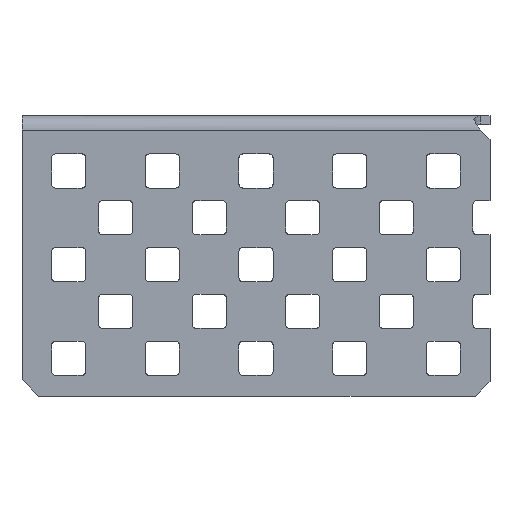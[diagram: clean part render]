
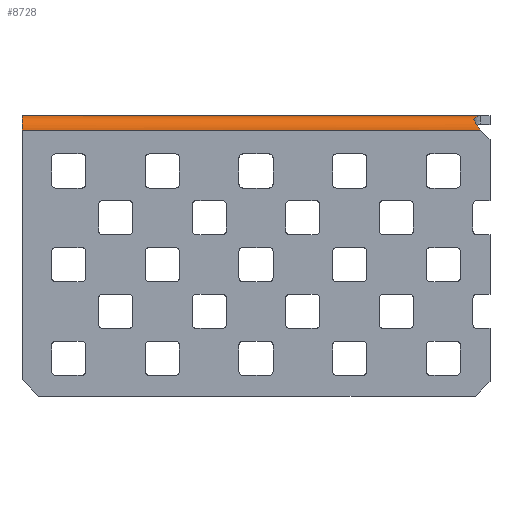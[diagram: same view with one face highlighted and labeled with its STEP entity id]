
A CAD part, top view. The second image highlights one B-rep face of the part: STEP entity #8728.
In plain terms, the highlighted cylindrical face has radius 1.981 mm (diameter 3.962 mm), a partial arc.
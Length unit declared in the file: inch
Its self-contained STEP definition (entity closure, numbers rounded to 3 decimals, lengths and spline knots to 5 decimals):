
#26=B_SPLINE_CURVE_WITH_KNOTS('',3,(#14391,#14392,#14393,#14394,#14395,
#14396,#14397,#14398,#14399,#14400,#14401,#14402,#14403),.UNSPECIFIED.,
 .F.,.F.,(4,3,3,3,4),(0.,0.32071,0.64125,0.96181,
1.),.UNSPECIFIED.);
#27=B_SPLINE_CURVE_WITH_KNOTS('',3,(#14404,#14405,#14406,#14407,#14408,
#14409,#14410,#14411,#14412,#14413,#14414,#14415,#14416),.UNSPECIFIED.,
 .F.,.F.,(4,3,3,3,4),(0.,0.32071,0.64125,0.96181,
1.),.UNSPECIFIED.);
#125=CYLINDRICAL_SURFACE('',#9546,0.078);
#699=CIRCLE('',#9547,0.078);
#958=FACE_OUTER_BOUND('',#1463,.T.);
#1463=EDGE_LOOP('',(#7027,#7028,#7029,#7030,#7031));
#1805=LINE('',#12804,#2642);
#1908=LINE('',#13194,#2745);
#2642=VECTOR('',#10157,2.4502);
#2745=VECTOR('',#10448,2.4502);
#3570=VERTEX_POINT('',#12801);
#3571=VERTEX_POINT('',#12803);
#3763=VERTEX_POINT('',#13191);
#3764=VERTEX_POINT('',#13193);
#4152=VERTEX_POINT('',#14390);
#4395=EDGE_CURVE('',#3571,#3570,#1805,.T.);
#4590=EDGE_CURVE('',#3764,#3763,#1908,.T.);
#5181=EDGE_CURVE('',#4152,#3570,#26,.T.);
#5182=EDGE_CURVE('',#3764,#4152,#27,.T.);
#5183=EDGE_CURVE('',#3571,#3763,#699,.T.);
#7027=ORIENTED_EDGE('',*,*,#4395,.T.);
#7028=ORIENTED_EDGE('',*,*,#5181,.F.);
#7029=ORIENTED_EDGE('',*,*,#5182,.F.);
#7030=ORIENTED_EDGE('',*,*,#4590,.T.);
#7031=ORIENTED_EDGE('',*,*,#5183,.F.);
#8728=ADVANCED_FACE('',(#958),#125,.T.);
#9546=AXIS2_PLACEMENT_3D('',#14389,#11628,#11629);
#9547=AXIS2_PLACEMENT_3D('',#14417,#11630,#11631);
#10157=DIRECTION('',(1.,0.,0.));
#10448=DIRECTION('',(-1.,0.,0.));
#11628=DIRECTION('center_axis',(1.,0.,0.));
#11629=DIRECTION('ref_axis',(0.,0.,-1.));
#11630=DIRECTION('center_axis',(-1.,0.,0.));
#11631=DIRECTION('ref_axis',(0.,0.,1.));
#12801=CARTESIAN_POINT('',(-12.85229,-0.032,2.84568));
#12803=CARTESIAN_POINT('',(-15.30249,-0.032,2.84568));
#12804=CARTESIAN_POINT('',(-15.30249,-0.032,2.84568));
#13191=CARTESIAN_POINT('',(-15.30249,0.046,2.76768));
#13193=CARTESIAN_POINT('',(-12.85229,0.046,2.76768));
#13194=CARTESIAN_POINT('',(-12.85229,0.046,2.76768));
#14389=CARTESIAN_POINT('Origin',(-11.62545,-0.032,2.76768));
#14390=CARTESIAN_POINT('',(-12.89229,0.02315,2.82284));
#14391=CARTESIAN_POINT('Ctrl Pts',(-12.89229,0.02315,
2.82284));
#14392=CARTESIAN_POINT('Ctrl Pts',(-12.88801,0.01852,
2.82747));
#14393=CARTESIAN_POINT('Ctrl Pts',(-12.88374,0.01331,
2.83151));
#14394=CARTESIAN_POINT('Ctrl Pts',(-12.87946,0.00767,
2.83484));
#14395=CARTESIAN_POINT('Ctrl Pts',(-12.87519,0.00203,
2.83817));
#14396=CARTESIAN_POINT('Ctrl Pts',(-12.87091,-0.00402,
2.84079));
#14397=CARTESIAN_POINT('Ctrl Pts',(-12.86664,-0.01031,
2.84261));
#14398=CARTESIAN_POINT('Ctrl Pts',(-12.86236,-0.0166,
2.84443));
#14399=CARTESIAN_POINT('Ctrl Pts',(-12.85809,-0.02312,
2.84545));
#14400=CARTESIAN_POINT('Ctrl Pts',(-12.85382,-0.02966,
2.84565));
#14401=CARTESIAN_POINT('Ctrl Pts',(-12.85331,-0.03044,
2.84567));
#14402=CARTESIAN_POINT('Ctrl Pts',(-12.8528,-0.03122,
2.84568));
#14403=CARTESIAN_POINT('Ctrl Pts',(-12.85229,-0.032,
2.84568));
#14404=CARTESIAN_POINT('Ctrl Pts',(-12.85229,0.046,
2.76768));
#14405=CARTESIAN_POINT('Ctrl Pts',(-12.85657,0.046,
2.77423));
#14406=CARTESIAN_POINT('Ctrl Pts',(-12.86084,0.04517,
2.78078));
#14407=CARTESIAN_POINT('Ctrl Pts',(-12.86512,0.04354,
2.78712));
#14408=CARTESIAN_POINT('Ctrl Pts',(-12.86939,0.04191,
2.79346));
#14409=CARTESIAN_POINT('Ctrl Pts',(-12.87367,0.03947,
2.7996));
#14410=CARTESIAN_POINT('Ctrl Pts',(-12.87794,0.03631,
2.80533));
#14411=CARTESIAN_POINT('Ctrl Pts',(-12.88221,0.03316,
2.81106));
#14412=CARTESIAN_POINT('Ctrl Pts',(-12.88649,0.02927,
2.81639));
#14413=CARTESIAN_POINT('Ctrl Pts',(-12.89076,0.02478,
2.82116));
#14414=CARTESIAN_POINT('Ctrl Pts',(-12.89127,0.02425,
2.82173));
#14415=CARTESIAN_POINT('Ctrl Pts',(-12.89178,0.02371,
2.82229));
#14416=CARTESIAN_POINT('Ctrl Pts',(-12.89229,0.02315,
2.82284));
#14417=CARTESIAN_POINT('Origin',(-15.30249,-0.032,
2.76768));
